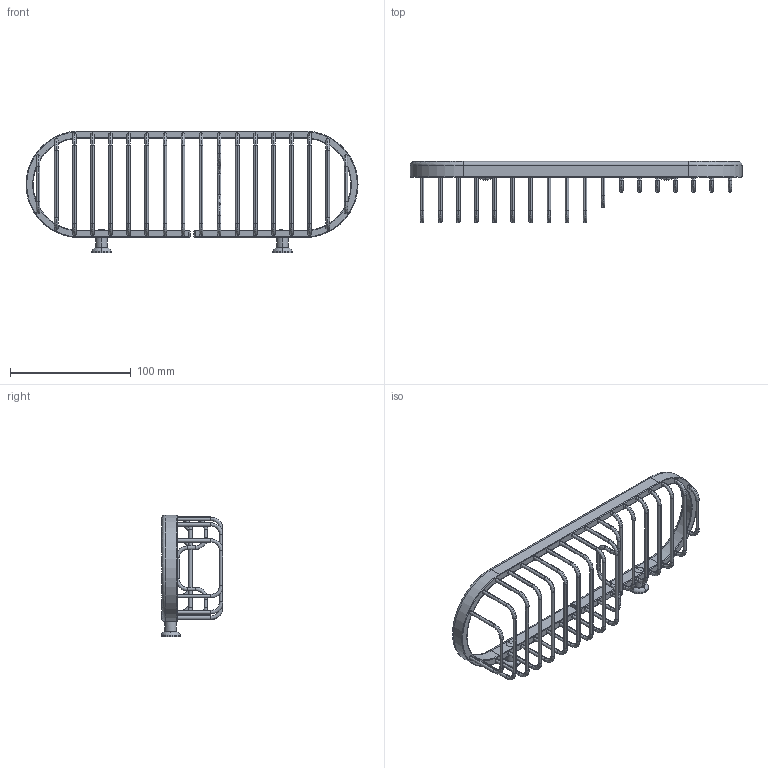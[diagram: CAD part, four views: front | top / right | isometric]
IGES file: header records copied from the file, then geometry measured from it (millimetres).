
Start section:  PTC IGES file: 501.igs
Global section: file name: 501.igs; native system: Creo Parametric by PTC Inc.; preprocessor: 2018400; author: jinson.thomas; organization: Unknown; date: 20220112.101819; units: inch
Bounding box: 275.08 x 51.28 x 100.89 mm (x, y, z)
Volume: 64811.3 mm3; surface area: 43992.9 mm2
Topology: 1 solids, 1 shells, 248 faces, 554 edges, 306 vertices
Faces by surface type: revolution 235, bspline 13
